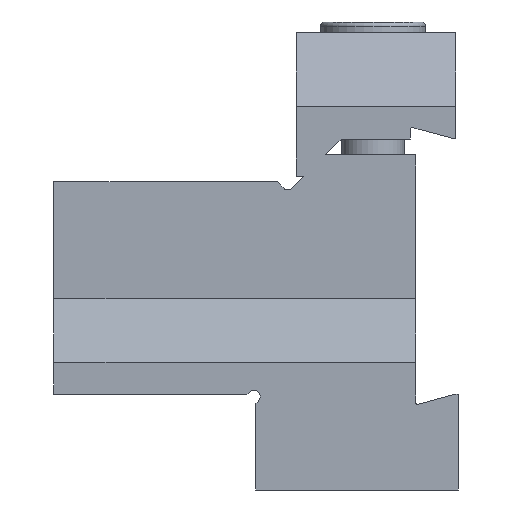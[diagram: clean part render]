
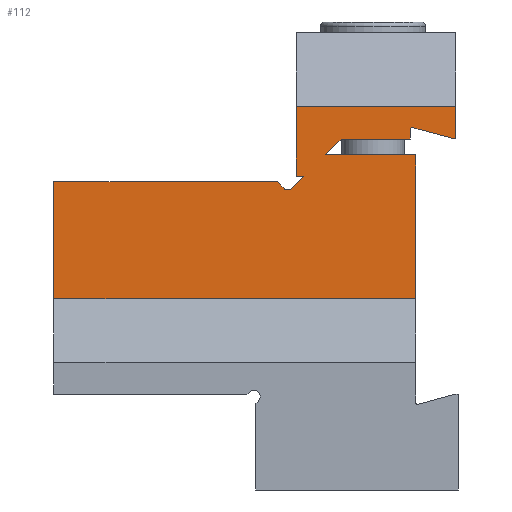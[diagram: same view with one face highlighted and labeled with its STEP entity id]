
A CAD part, left-side view. The second image highlights one B-rep face of the part: STEP entity #112.
In plain terms, the highlighted planar face has unit normal (-1, 0, 0).
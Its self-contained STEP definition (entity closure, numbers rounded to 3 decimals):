
#87=CIRCLE('',#901,0.2);
#88=CIRCLE('',#902,0.5);
#112=ADVANCED_FACE('',(#193),#159,.F.);
#159=PLANE('',#903);
#193=FACE_OUTER_BOUND('',#228,.T.);
#228=EDGE_LOOP('',(#318,#319,#320,#321,#322,#323,#324,#325,#326,#327,#328,
#329,#330,#331,#332,#333,#334,#335));
#318=ORIENTED_EDGE('',*,*,#624,.T.);
#319=ORIENTED_EDGE('',*,*,#625,.F.);
#320=ORIENTED_EDGE('',*,*,#626,.F.);
#321=ORIENTED_EDGE('',*,*,#627,.F.);
#322=ORIENTED_EDGE('',*,*,#628,.F.);
#323=ORIENTED_EDGE('',*,*,#629,.F.);
#324=ORIENTED_EDGE('',*,*,#630,.F.);
#325=ORIENTED_EDGE('',*,*,#631,.F.);
#326=ORIENTED_EDGE('',*,*,#632,.F.);
#327=ORIENTED_EDGE('',*,*,#633,.T.);
#328=ORIENTED_EDGE('',*,*,#634,.F.);
#329=ORIENTED_EDGE('',*,*,#635,.F.);
#330=ORIENTED_EDGE('',*,*,#601,.T.);
#331=ORIENTED_EDGE('',*,*,#636,.T.);
#332=ORIENTED_EDGE('',*,*,#637,.T.);
#333=ORIENTED_EDGE('',*,*,#638,.T.);
#334=ORIENTED_EDGE('',*,*,#606,.F.);
#335=ORIENTED_EDGE('',*,*,#623,.T.);
#518=VERTEX_POINT('',#1201);
#520=VERTEX_POINT('',#1205);
#525=VERTEX_POINT('',#1216);
#526=VERTEX_POINT('',#1218);
#540=VERTEX_POINT('',#1250);
#541=VERTEX_POINT('',#1254);
#542=VERTEX_POINT('',#1256);
#543=VERTEX_POINT('',#1258);
#544=VERTEX_POINT('',#1260);
#545=VERTEX_POINT('',#1262);
#546=VERTEX_POINT('',#1264);
#547=VERTEX_POINT('',#1266);
#548=VERTEX_POINT('',#1268);
#549=VERTEX_POINT('',#1270);
#550=VERTEX_POINT('',#1272);
#551=VERTEX_POINT('',#1274);
#552=VERTEX_POINT('',#1277);
#553=VERTEX_POINT('',#1279);
#601=EDGE_CURVE('',#518,#520,#715,.T.);
#606=EDGE_CURVE('',#525,#526,#720,.T.);
#623=EDGE_CURVE('',#525,#540,#735,.T.);
#624=EDGE_CURVE('',#540,#541,#736,.T.);
#625=EDGE_CURVE('',#542,#541,#737,.T.);
#626=EDGE_CURVE('',#543,#542,#738,.T.);
#627=EDGE_CURVE('',#544,#543,#739,.T.);
#628=EDGE_CURVE('',#545,#544,#740,.T.);
#629=EDGE_CURVE('',#546,#545,#87,.T.);
#630=EDGE_CURVE('',#547,#546,#741,.T.);
#631=EDGE_CURVE('',#548,#547,#742,.T.);
#632=EDGE_CURVE('',#549,#548,#743,.T.);
#633=EDGE_CURVE('',#549,#550,#744,.T.);
#634=EDGE_CURVE('',#551,#550,#745,.T.);
#635=EDGE_CURVE('',#518,#551,#746,.T.);
#636=EDGE_CURVE('',#520,#552,#88,.T.);
#637=EDGE_CURVE('',#552,#553,#747,.T.);
#638=EDGE_CURVE('',#553,#526,#748,.T.);
#715=LINE('',#1206,#806);
#720=LINE('',#1217,#811);
#735=LINE('',#1251,#826);
#736=LINE('',#1253,#827);
#737=LINE('',#1255,#828);
#738=LINE('',#1257,#829);
#739=LINE('',#1259,#830);
#740=LINE('',#1261,#831);
#741=LINE('',#1265,#832);
#742=LINE('',#1267,#833);
#743=LINE('',#1269,#834);
#744=LINE('',#1271,#835);
#745=LINE('',#1273,#836);
#746=LINE('',#1275,#837);
#747=LINE('',#1278,#838);
#748=LINE('',#1280,#839);
#806=VECTOR('',#970,1.);
#811=VECTOR('',#977,1.);
#826=VECTOR('',#1000,1.);
#827=VECTOR('',#1003,1.);
#828=VECTOR('',#1004,1.);
#829=VECTOR('',#1005,1.);
#830=VECTOR('',#1006,1.);
#831=VECTOR('',#1007,1.);
#832=VECTOR('',#1010,1.);
#833=VECTOR('',#1011,1.);
#834=VECTOR('',#1012,1.);
#835=VECTOR('',#1013,1.);
#836=VECTOR('',#1014,1.);
#837=VECTOR('',#1015,1.);
#838=VECTOR('',#1018,1.);
#839=VECTOR('',#1019,1.);
#901=AXIS2_PLACEMENT_3D('',#1263,#1008,#1009);
#902=AXIS2_PLACEMENT_3D('',#1276,#1016,#1017);
#903=AXIS2_PLACEMENT_3D('',#1281,#1020,#1021);
#970=DIRECTION('',(0.,0.707,-0.707));
#977=DIRECTION('',(0.,0.,1.));
#1000=DIRECTION('',(0.,-1.,0.));
#1003=DIRECTION('',(0.,0.,1.));
#1004=DIRECTION('',(0.,-1.,0.));
#1005=DIRECTION('',(0.,0.707,-0.707));
#1006=DIRECTION('',(0.,1.,0.));
#1007=DIRECTION('',(0.,0.,-1.));
#1008=DIRECTION('',(-1.,0.,0.));
#1009=DIRECTION('',(0.,0.,-1.));
#1010=DIRECTION('',(0.,0.966,0.259));
#1011=DIRECTION('',(0.,1.,0.));
#1012=DIRECTION('',(0.,0.,-1.));
#1013=DIRECTION('',(0.,1.,0.));
#1014=DIRECTION('',(0.,0.,1.));
#1015=DIRECTION('',(0.,1.,0.));
#1016=DIRECTION('',(1.,0.,0.));
#1017=DIRECTION('',(0.,0.,-1.));
#1018=DIRECTION('',(0.,0.707,0.707));
#1019=DIRECTION('',(0.,1.,0.));
#1020=DIRECTION('',(1.,0.,0.));
#1021=DIRECTION('',(0.,0.,-1.));
#1201=CARTESIAN_POINT('',(6.,14.5,-2.));
#1205=CARTESIAN_POINT('',(6.,15.646,-3.146));
#1206=CARTESIAN_POINT('',(6.,25.25,-12.75));
#1216=CARTESIAN_POINT('',(6.,38.,-13.5));
#1217=CARTESIAN_POINT('',(6.,38.,0.));
#1218=CARTESIAN_POINT('',(6.,38.,-2.5));
#1250=CARTESIAN_POINT('',(6.,4.,-13.5));
#1251=CARTESIAN_POINT('',(6.,38.,-13.5));
#1253=CARTESIAN_POINT('',(6.,4.,0.));
#1254=CARTESIAN_POINT('',(6.,4.,0.));
#1255=CARTESIAN_POINT('',(6.,38.,0.));
#1256=CARTESIAN_POINT('',(6.,12.5,0.));
#1257=CARTESIAN_POINT('',(6.,14.5,-2.));
#1258=CARTESIAN_POINT('',(6.,11.,1.5));
#1259=CARTESIAN_POINT('',(6.,11.,1.5));
#1260=CARTESIAN_POINT('',(6.,4.5,1.5));
#1261=CARTESIAN_POINT('',(6.,4.5,1.5));
#1262=CARTESIAN_POINT('',(6.,4.5,2.373));
#1263=CARTESIAN_POINT('',(6.,4.3,2.373));
#1264=CARTESIAN_POINT('',(6.,4.248,2.567));
#1265=CARTESIAN_POINT('',(6.,4.248,2.567));
#1266=CARTESIAN_POINT('',(6.,0.4,1.535));
#1267=CARTESIAN_POINT('',(6.,0.4,1.535));
#1268=CARTESIAN_POINT('',(6.,0.2,1.535));
#1269=CARTESIAN_POINT('',(6.,0.2,1.535));
#1270=CARTESIAN_POINT('',(6.,0.2,4.572));
#1271=CARTESIAN_POINT('',(6.,4.3,4.572));
#1272=CARTESIAN_POINT('',(6.,15.2,4.572));
#1273=CARTESIAN_POINT('',(6.,15.2,11.5));
#1274=CARTESIAN_POINT('',(6.,15.2,-2.));
#1275=CARTESIAN_POINT('',(6.,15.2,-2.));
#1276=CARTESIAN_POINT('',(6.,16.,-2.793));
#1277=CARTESIAN_POINT('',(6.,16.354,-3.146));
#1278=CARTESIAN_POINT('',(6.,28.75,9.25));
#1279=CARTESIAN_POINT('',(6.,17.,-2.5));
#1280=CARTESIAN_POINT('',(6.,38.,-2.5));
#1281=CARTESIAN_POINT('',(6.,38.,0.));
